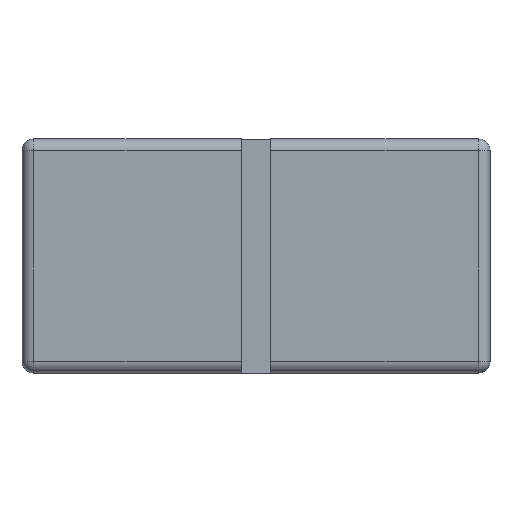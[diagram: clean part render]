
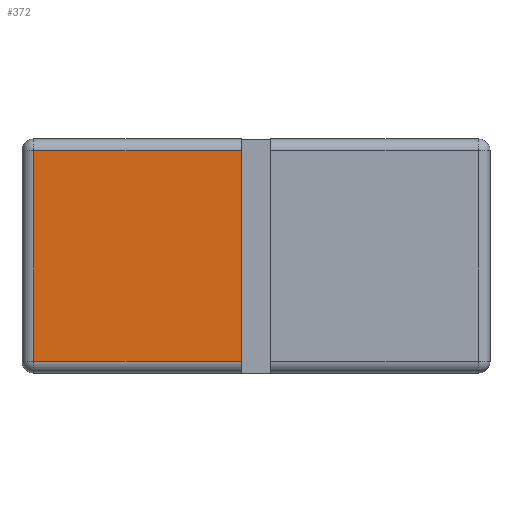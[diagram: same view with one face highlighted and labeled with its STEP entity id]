
A CAD part, top view. The second image highlights one B-rep face of the part: STEP entity #372.
In plain terms, the highlighted planar face has unit normal (0, 0, 1).
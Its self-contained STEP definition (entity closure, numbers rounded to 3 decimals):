
#15=PLANE('',#415);
#32=FACE_OUTER_BOUND('',#56,.T.);
#56=EDGE_LOOP('',(#262,#263,#264,#265));
#78=LINE('',#584,#112);
#81=LINE('',#597,#115);
#82=LINE('',#599,#116);
#83=LINE('',#600,#117);
#112=VECTOR('',#460,10.);
#115=VECTOR('',#475,10.);
#116=VECTOR('',#476,10.);
#117=VECTOR('',#477,10.);
#165=VERTEX_POINT('',#577);
#168=VERTEX_POINT('',#582);
#172=VERTEX_POINT('',#596);
#173=VERTEX_POINT('',#598);
#200=EDGE_CURVE('',#168,#165,#78,.T.);
#206=EDGE_CURVE('',#172,#168,#81,.T.);
#207=EDGE_CURVE('',#173,#172,#82,.T.);
#208=EDGE_CURVE('',#173,#165,#83,.T.);
#262=ORIENTED_EDGE('',*,*,#200,.F.);
#263=ORIENTED_EDGE('',*,*,#206,.F.);
#264=ORIENTED_EDGE('',*,*,#207,.F.);
#265=ORIENTED_EDGE('',*,*,#208,.T.);
#372=ADVANCED_FACE('',(#32),#15,.T.);
#415=AXIS2_PLACEMENT_3D('',#595,#473,#474);
#460=DIRECTION('',(1.,0.,0.));
#473=DIRECTION('center_axis',(0.,0.,1.));
#474=DIRECTION('ref_axis',(1.,0.,0.));
#475=DIRECTION('',(0.,1.,0.));
#476=DIRECTION('',(-1.,0.,0.));
#477=DIRECTION('',(0.,1.,0.));
#577=CARTESIAN_POINT('',(14.942,38.,5.));
#582=CARTESIAN_POINT('',(-20.558,38.,5.));
#584=CARTESIAN_POINT('',(-2.558,38.,5.));
#595=CARTESIAN_POINT('Origin',(-22.558,0.,5.));
#596=CARTESIAN_POINT('',(-20.558,2.,5.));
#597=CARTESIAN_POINT('',(-20.558,0.,5.));
#598=CARTESIAN_POINT('',(14.942,2.,5.));
#599=CARTESIAN_POINT('',(-2.558,2.,5.));
#600=CARTESIAN_POINT('',(14.942,0.,5.));
